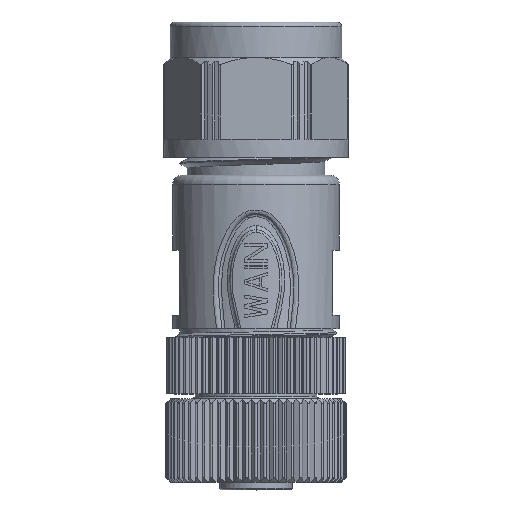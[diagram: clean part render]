
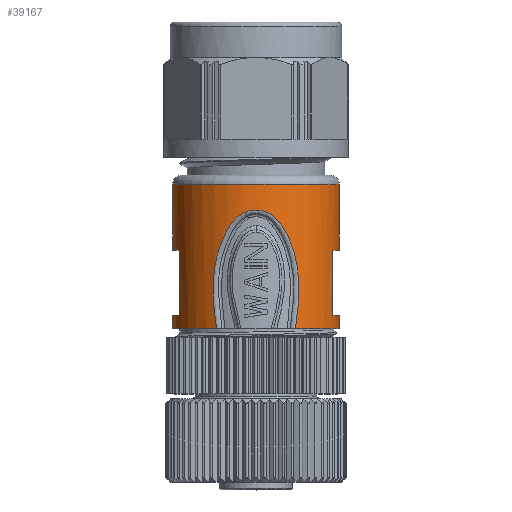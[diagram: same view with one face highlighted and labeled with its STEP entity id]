
A CAD part, top view. The second image highlights one B-rep face of the part: STEP entity #39167.
In plain terms, the highlighted cylindrical face has radius 9.25 mm (diameter 18.5 mm), a partial arc.
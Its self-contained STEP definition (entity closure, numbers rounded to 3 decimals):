
#4541=CARTESIAN_POINT('',(-4.374,7.8,8.15));
#4608=CARTESIAN_POINT('',(4.379,7.8,8.148));
#4610=CARTESIAN_POINT('',(0.,7.8,0.));
#4611=DIRECTION('',(0.,1.,0.));
#4612=DIRECTION('',(0.473,0.,0.881));
#4613=AXIS2_PLACEMENT_3D('',#4610,#4611,#4612);
#4701=CARTESIAN_POINT('',(0.,7.8,0.));
#4702=DIRECTION('',(0.,1.,0.));
#4703=DIRECTION('',(-1.,0.,0.));
#4704=AXIS2_PLACEMENT_3D('',#4701,#4702,#4703);
#4727=DIRECTION('',(0.,1.,0.));
#4728=VECTOR('',#4727,7.2);
#4729=CARTESIAN_POINT('',(-8.5,9.3,3.649));
#4730=LINE('',#4729,#4728);
#4731=DIRECTION('',(0.,-1.,0.));
#4732=VECTOR('',#4731,7.3);
#4733=CARTESIAN_POINT('',(9.25,23.8,0.));
#4734=LINE('',#4733,#4732);
#4735=DIRECTION('',(0.,-1.,0.));
#4736=VECTOR('',#4735,7.2);
#4737=CARTESIAN_POINT('',(8.5,16.5,3.649));
#4738=LINE('',#4737,#4736);
#4739=DIRECTION('',(0.,-1.,0.));
#4740=VECTOR('',#4739,1.5);
#4741=CARTESIAN_POINT('',(9.25,9.3,0.));
#4742=LINE('',#4741,#4740);
#4743=CARTESIAN_POINT('',(-1.217,20.687,9.17));
#4744=CARTESIAN_POINT('',(-1.313,20.644,9.157));
#4745=CARTESIAN_POINT('',(-1.507,20.544,9.128));
#4746=CARTESIAN_POINT('',(-1.801,20.35,9.075));
#4747=CARTESIAN_POINT('',(-2.105,20.101,9.009));
#4748=CARTESIAN_POINT('',(-2.417,19.787,8.931));
#4749=CARTESIAN_POINT('',(-2.736,19.398,8.838));
#4750=CARTESIAN_POINT('',(-3.059,18.926,8.732));
#4751=CARTESIAN_POINT('',(-3.384,18.361,8.611));
#4752=CARTESIAN_POINT('',(-3.711,17.696,8.476));
#4753=CARTESIAN_POINT('',(-4.022,16.939,8.332));
#4754=CARTESIAN_POINT('',(-4.277,16.148,8.203));
#4755=CARTESIAN_POINT('',(-4.474,15.335,8.097));
#4756=CARTESIAN_POINT('',(-4.62,14.463,8.014));
#4757=CARTESIAN_POINT('',(-4.719,13.469,7.956));
#4758=CARTESIAN_POINT('',(-4.76,12.327,7.931));
#4759=CARTESIAN_POINT('',(-4.73,11.016,7.949));
#4760=CARTESIAN_POINT('',(-4.614,9.526,8.018));
#4761=CARTESIAN_POINT('',(-4.467,8.397,8.101));
#4762=CARTESIAN_POINT('',(-4.374,7.8,8.15));
#4768=DIRECTION('',(0.,-1.,0.));
#4769=VECTOR('',#4768,7.3);
#4770=CARTESIAN_POINT('',(-9.25,23.8,0.));
#4771=LINE('',#4770,#4769);
#4776=DIRECTION('',(0.,-1.,0.));
#4777=VECTOR('',#4776,1.5);
#4778=CARTESIAN_POINT('',(-9.25,9.3,0.));
#4779=LINE('',#4778,#4777);
#4814=CARTESIAN_POINT('',(0.,9.3,0.));
#4815=DIRECTION('',(0.,-1.,0.));
#4816=DIRECTION('',(1.,0.,0.));
#4817=AXIS2_PLACEMENT_3D('',#4814,#4815,#4816);
#4832=CARTESIAN_POINT('',(0.,16.5,0.));
#4833=DIRECTION('',(0.,1.,0.));
#4834=DIRECTION('',(0.919,0.,0.394));
#4835=AXIS2_PLACEMENT_3D('',#4832,#4833,#4834);
#4882=CARTESIAN_POINT('',(0.,23.8,0.));
#4883=DIRECTION('',(0.,-1.,0.));
#4884=DIRECTION('',(1.,0.,0.));
#4885=AXIS2_PLACEMENT_3D('',#4882,#4883,#4884);
#4887=CARTESIAN_POINT('',(0.,23.8,0.));
#4888=DIRECTION('',(0.,-1.,0.));
#4889=DIRECTION('',(1.,0.,0.007));
#4890=AXIS2_PLACEMENT_3D('',#4887,#4888,#4889);
#8616=CARTESIAN_POINT('',(0.,16.5,0.));
#8617=DIRECTION('',(0.,1.,0.));
#8618=DIRECTION('',(-1.,0.,0.));
#8619=AXIS2_PLACEMENT_3D('',#8616,#8617,#8618);
#8634=CARTESIAN_POINT('',(0.,9.3,0.));
#8635=DIRECTION('',(0.,-1.,0.));
#8636=DIRECTION('',(-0.919,0.,0.394));
#8637=AXIS2_PLACEMENT_3D('',#8634,#8635,#8636);
#9368=CARTESIAN_POINT('',(-1.217,20.687,9.17));
#9369=CARTESIAN_POINT('',(-1.135,20.725,9.18));
#9370=CARTESIAN_POINT('',(-0.963,20.794,
9.201));
#9371=CARTESIAN_POINT('',(-0.669,20.877,
9.227));
#9372=CARTESIAN_POINT('',(-0.354,20.928,
9.245));
#9373=CARTESIAN_POINT('',(-0.029,20.947,
9.252));
#9374=CARTESIAN_POINT('',(0.296,20.934,9.247));
#9375=CARTESIAN_POINT('',(0.612,20.889,9.231));
#9376=CARTESIAN_POINT('',(0.91,20.812,9.207));
#9377=CARTESIAN_POINT('',(1.196,20.704,9.174));
#9378=CARTESIAN_POINT('',(1.486,20.557,9.131));
#9379=CARTESIAN_POINT('',(1.784,20.364,9.078));
#9380=CARTESIAN_POINT('',(2.087,20.119,9.013));
#9381=CARTESIAN_POINT('',(2.4,19.808,8.935));
#9382=CARTESIAN_POINT('',(2.722,19.419,8.842));
#9383=CARTESIAN_POINT('',(3.048,18.947,8.736));
#9384=CARTESIAN_POINT('',(3.371,18.387,8.616));
#9385=CARTESIAN_POINT('',(3.701,17.716,8.48));
#9386=CARTESIAN_POINT('',(4.02,16.94,8.333));
#9387=CARTESIAN_POINT('',(4.283,16.118,8.2));
#9388=CARTESIAN_POINT('',(4.482,15.287,8.092));
#9389=CARTESIAN_POINT('',(4.631,14.393,8.008));
#9390=CARTESIAN_POINT('',(4.727,13.398,7.951));
#9391=CARTESIAN_POINT('',(4.764,12.268,7.929));
#9392=CARTESIAN_POINT('',(4.728,10.969,7.95));
#9393=CARTESIAN_POINT('',(4.607,9.494,8.022));
#9394=CARTESIAN_POINT('',(4.464,8.385,8.102));
#9395=CARTESIAN_POINT('',(4.379,7.8,8.148));
#28405=VERTEX_POINT('',#4541);
#28419=VERTEX_POINT('',#4608);
#28420=CARTESIAN_POINT('',(9.25,7.8,0.));
#28421=VERTEX_POINT('',#28420);
#28439=CARTESIAN_POINT('',(-9.25,7.8,0.));
#28440=VERTEX_POINT('',#28439);
#28443=VERTEX_POINT('',#4743);
#28445=CARTESIAN_POINT('',(-9.25,9.3,0.));
#28446=VERTEX_POINT('',#28445);
#28447=CARTESIAN_POINT('',(-8.5,9.3,3.649));
#28448=VERTEX_POINT('',#28447);
#28449=CARTESIAN_POINT('',(-8.5,16.5,3.649));
#28450=VERTEX_POINT('',#28449);
#28451=CARTESIAN_POINT('',(-9.25,16.5,0.));
#28452=VERTEX_POINT('',#28451);
#28453=CARTESIAN_POINT('',(-9.25,23.8,0.));
#28454=VERTEX_POINT('',#28453);
#28455=CARTESIAN_POINT('',(9.25,23.8,0.064));
#28456=VERTEX_POINT('',#28455);
#28457=CARTESIAN_POINT('',(9.25,23.8,0.));
#28458=VERTEX_POINT('',#28457);
#28459=CARTESIAN_POINT('',(9.25,16.5,0.));
#28460=VERTEX_POINT('',#28459);
#28461=CARTESIAN_POINT('',(8.5,16.5,3.649));
#28462=VERTEX_POINT('',#28461);
#28463=CARTESIAN_POINT('',(8.5,9.3,3.649));
#28464=VERTEX_POINT('',#28463);
#28465=CARTESIAN_POINT('',(9.25,9.3,0.));
#28466=VERTEX_POINT('',#28465);
#39131=CARTESIAN_POINT('',(0.,1.7,0.));
#39132=DIRECTION('',(0.,1.,0.));
#39133=DIRECTION('',(1.,0.,0.));
#39134=AXIS2_PLACEMENT_3D('',#39131,#39132,#39133);
#39135=CYLINDRICAL_SURFACE('',#39134,9.25);
#39136=ORIENTED_EDGE('',*,*,#38952,.F.);
#39138=ORIENTED_EDGE('',*,*,#39137,.F.);
#39140=ORIENTED_EDGE('',*,*,#39139,.F.);
#39142=ORIENTED_EDGE('',*,*,#39141,.T.);
#39144=ORIENTED_EDGE('',*,*,#39143,.F.);
#39146=ORIENTED_EDGE('',*,*,#39145,.F.);
#39148=ORIENTED_EDGE('',*,*,#39147,.F.);
#39150=ORIENTED_EDGE('',*,*,#39149,.F.);
#39152=ORIENTED_EDGE('',*,*,#39151,.T.);
#39154=ORIENTED_EDGE('',*,*,#39153,.F.);
#39156=ORIENTED_EDGE('',*,*,#39155,.T.);
#39158=ORIENTED_EDGE('',*,*,#39157,.F.);
#39160=ORIENTED_EDGE('',*,*,#39159,.T.);
#39161=ORIENTED_EDGE('',*,*,#38922,.F.);
#39163=ORIENTED_EDGE('',*,*,#39162,.F.);
#39164=ORIENTED_EDGE('',*,*,#39121,.T.);
#39165=EDGE_LOOP('',(#39136,#39138,#39140,#39142,#39144,#39146,#39148,#39150,
#39152,#39154,#39156,#39158,#39160,#39161,#39163,#39164));
#39166=FACE_OUTER_BOUND('',#39165,.F.);
#39167=ADVANCED_FACE('',(#39166),#39135,.T.);
#4614=CIRCLE('',#4613,9.25);
#4705=CIRCLE('',#4704,9.25);
#4763=B_SPLINE_CURVE_WITH_KNOTS('',3,(#4743,#4744,#4745,#4746,#4747,#4748,#4749,
#4750,#4751,#4752,#4753,#4754,#4755,#4756,#4757,#4758,#4759,#4760,#4761,#4762),
.UNSPECIFIED.,.F.,.F.,(4,1,1,1,1,1,1,1,1,1,1,1,1,1,1,1,1,4),(0.,
0.059,0.118,0.176,0.235,
0.294,0.353,0.412,0.471,
0.529,0.588,0.647,0.706,
0.765,0.824,0.882,0.941,1.),
.UNSPECIFIED.);
#4818=CIRCLE('',#4817,9.25);
#4836=CIRCLE('',#4835,9.25);
#4886=CIRCLE('',#4885,9.25);
#4891=CIRCLE('',#4890,9.25);
#8620=CIRCLE('',#8619,9.25);
#8638=CIRCLE('',#8637,9.25);
#9396=B_SPLINE_CURVE_WITH_KNOTS('',3,(#9368,#9369,#9370,#9371,#9372,#9373,#9374,
#9375,#9376,#9377,#9378,#9379,#9380,#9381,#9382,#9383,#9384,#9385,#9386,#9387,
#9388,#9389,#9390,#9391,#9392,#9393,#9394,#9395),.UNSPECIFIED.,.F.,.F.,(4,1,1,1,
1,1,1,1,1,1,1,1,1,1,1,1,1,1,1,1,1,1,1,1,1,4),(0.,0.04,0.08,0.12,0.16,
0.2,0.24,0.28,0.32,0.36,0.4,0.44,0.48,0.52,0.56,0.6,
0.64,0.68,0.72,0.76,0.8,0.84,0.88,0.92,0.96,1.),
.UNSPECIFIED.);
#38922=EDGE_CURVE('',#28419,#28421,#4614,.T.);
#38952=EDGE_CURVE('',#28440,#28405,#4705,.T.);
#39121=EDGE_CURVE('',#28443,#28405,#4763,.T.);
#39137=EDGE_CURVE('',#28446,#28440,#4779,.T.);
#39139=EDGE_CURVE('',#28448,#28446,#8638,.T.);
#39141=EDGE_CURVE('',#28448,#28450,#4730,.T.);
#39143=EDGE_CURVE('',#28452,#28450,#8620,.T.);
#39145=EDGE_CURVE('',#28454,#28452,#4771,.T.);
#39147=EDGE_CURVE('',#28456,#28454,#4891,.T.);
#39149=EDGE_CURVE('',#28458,#28456,#4886,.T.);
#39151=EDGE_CURVE('',#28458,#28460,#4734,.T.);
#39153=EDGE_CURVE('',#28462,#28460,#4836,.T.);
#39155=EDGE_CURVE('',#28462,#28464,#4738,.T.);
#39157=EDGE_CURVE('',#28466,#28464,#4818,.T.);
#39159=EDGE_CURVE('',#28466,#28421,#4742,.T.);
#39162=EDGE_CURVE('',#28443,#28419,#9396,.T.);
